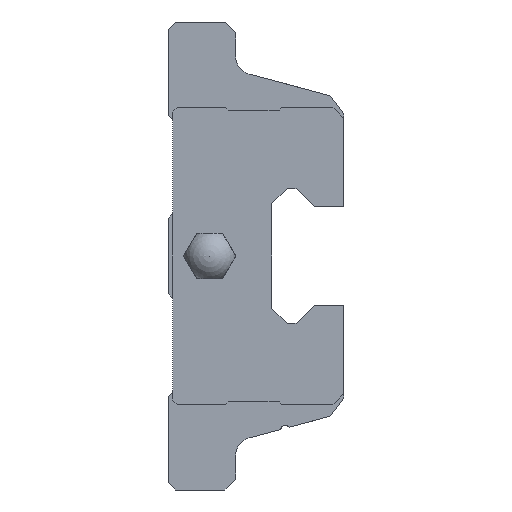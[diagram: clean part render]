
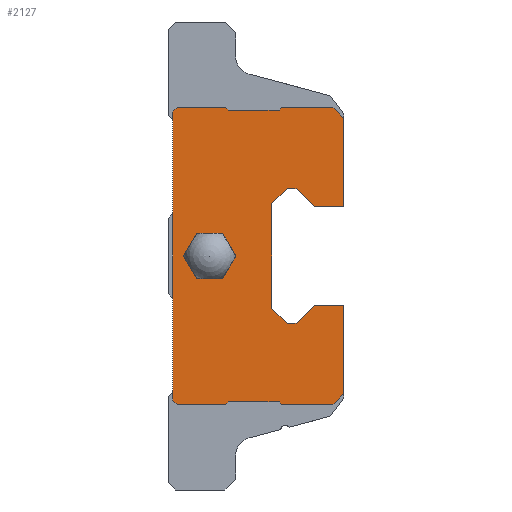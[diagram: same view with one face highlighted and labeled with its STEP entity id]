
A CAD part, left-side view. The second image highlights one B-rep face of the part: STEP entity #2127.
In plain terms, the highlighted planar face has unit normal (-1, 0, 0).
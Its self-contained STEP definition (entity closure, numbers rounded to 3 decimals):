
#526=ORIENTED_EDGE('',*,*,#907,.F.);
#527=ORIENTED_EDGE('',*,*,#862,.F.);
#528=ORIENTED_EDGE('',*,*,#932,.F.);
#529=ORIENTED_EDGE('',*,*,#930,.F.);
#530=ORIENTED_EDGE('',*,*,#928,.F.);
#531=ORIENTED_EDGE('',*,*,#926,.F.);
#532=ORIENTED_EDGE('',*,*,#924,.F.);
#533=ORIENTED_EDGE('',*,*,#922,.F.);
#534=ORIENTED_EDGE('',*,*,#920,.F.);
#535=ORIENTED_EDGE('',*,*,#840,.F.);
#536=ORIENTED_EDGE('',*,*,#837,.F.);
#537=ORIENTED_EDGE('',*,*,#834,.F.);
#538=ORIENTED_EDGE('',*,*,#831,.F.);
#539=ORIENTED_EDGE('',*,*,#828,.F.);
#540=ORIENTED_EDGE('',*,*,#825,.F.);
#541=ORIENTED_EDGE('',*,*,#822,.F.);
#542=ORIENTED_EDGE('',*,*,#819,.F.);
#543=ORIENTED_EDGE('',*,*,#816,.F.);
#544=ORIENTED_EDGE('',*,*,#813,.F.);
#545=ORIENTED_EDGE('',*,*,#809,.F.);
#546=ORIENTED_EDGE('',*,*,#919,.F.);
#547=ORIENTED_EDGE('',*,*,#917,.F.);
#548=ORIENTED_EDGE('',*,*,#915,.F.);
#549=ORIENTED_EDGE('',*,*,#913,.F.);
#550=ORIENTED_EDGE('',*,*,#911,.F.);
#551=ORIENTED_EDGE('',*,*,#909,.F.);
#552=ORIENTED_EDGE('',*,*,#933,.T.);
#553=ORIENTED_EDGE('',*,*,#934,.T.);
#554=ORIENTED_EDGE('',*,*,#935,.T.);
#555=ORIENTED_EDGE('',*,*,#936,.T.);
#556=ORIENTED_EDGE('',*,*,#937,.T.);
#557=ORIENTED_EDGE('',*,*,#938,.T.);
#809=EDGE_CURVE('',#1089,#1090,#1289,.T.);
#813=EDGE_CURVE('',#1090,#1093,#1293,.T.);
#816=EDGE_CURVE('',#1093,#1095,#1296,.T.);
#819=EDGE_CURVE('',#1095,#1097,#1299,.T.);
#822=EDGE_CURVE('',#1097,#1099,#1302,.T.);
#825=EDGE_CURVE('',#1099,#1101,#1305,.T.);
#828=EDGE_CURVE('',#1101,#1103,#1308,.T.);
#831=EDGE_CURVE('',#1103,#1105,#1311,.T.);
#834=EDGE_CURVE('',#1105,#1107,#1314,.T.);
#837=EDGE_CURVE('',#1107,#1109,#1317,.T.);
#840=EDGE_CURVE('',#1109,#1111,#1320,.T.);
#862=EDGE_CURVE('',#1117,#1118,#1341,.T.);
#907=EDGE_CURVE('',#1118,#1144,#1384,.T.);
#909=EDGE_CURVE('',#1144,#1145,#1386,.T.);
#911=EDGE_CURVE('',#1145,#1146,#1388,.T.);
#913=EDGE_CURVE('',#1146,#1147,#1390,.T.);
#915=EDGE_CURVE('',#1147,#1148,#1392,.T.);
#917=EDGE_CURVE('',#1148,#1149,#1394,.T.);
#919=EDGE_CURVE('',#1149,#1089,#1396,.T.);
#920=EDGE_CURVE('',#1111,#1150,#1397,.T.);
#922=EDGE_CURVE('',#1150,#1151,#1399,.T.);
#924=EDGE_CURVE('',#1151,#1152,#1401,.T.);
#926=EDGE_CURVE('',#1152,#1153,#1403,.T.);
#928=EDGE_CURVE('',#1153,#1154,#1405,.T.);
#930=EDGE_CURVE('',#1154,#1155,#1407,.T.);
#932=EDGE_CURVE('',#1155,#1117,#1409,.T.);
#933=EDGE_CURVE('',#1156,#1157,#1410,.T.);
#934=EDGE_CURVE('',#1157,#1158,#1411,.T.);
#935=EDGE_CURVE('',#1158,#1159,#1412,.T.);
#936=EDGE_CURVE('',#1159,#1160,#1413,.T.);
#937=EDGE_CURVE('',#1160,#1161,#1414,.T.);
#938=EDGE_CURVE('',#1161,#1156,#1415,.T.);
#1089=VERTEX_POINT('',#3150);
#1090=VERTEX_POINT('',#3152);
#1093=VERTEX_POINT('',#3160);
#1095=VERTEX_POINT('',#3166);
#1097=VERTEX_POINT('',#3172);
#1099=VERTEX_POINT('',#3178);
#1101=VERTEX_POINT('',#3184);
#1103=VERTEX_POINT('',#3190);
#1105=VERTEX_POINT('',#3196);
#1107=VERTEX_POINT('',#3202);
#1109=VERTEX_POINT('',#3208);
#1111=VERTEX_POINT('',#3214);
#1117=VERTEX_POINT('',#3254);
#1118=VERTEX_POINT('',#3256);
#1144=VERTEX_POINT('',#3346);
#1145=VERTEX_POINT('',#3350);
#1146=VERTEX_POINT('',#3354);
#1147=VERTEX_POINT('',#3358);
#1148=VERTEX_POINT('',#3362);
#1149=VERTEX_POINT('',#3366);
#1150=VERTEX_POINT('',#3372);
#1151=VERTEX_POINT('',#3376);
#1152=VERTEX_POINT('',#3380);
#1153=VERTEX_POINT('',#3384);
#1154=VERTEX_POINT('',#3388);
#1155=VERTEX_POINT('',#3392);
#1156=VERTEX_POINT('',#3398);
#1157=VERTEX_POINT('',#3399);
#1158=VERTEX_POINT('',#3401);
#1159=VERTEX_POINT('',#3403);
#1160=VERTEX_POINT('',#3405);
#1161=VERTEX_POINT('',#3407);
#1289=LINE('',#3151,#1551);
#1293=LINE('',#3159,#1555);
#1296=LINE('',#3165,#1558);
#1299=LINE('',#3171,#1561);
#1302=LINE('',#3177,#1564);
#1305=LINE('',#3183,#1567);
#1308=LINE('',#3189,#1570);
#1311=LINE('',#3195,#1573);
#1314=LINE('',#3201,#1576);
#1317=LINE('',#3207,#1579);
#1320=LINE('',#3213,#1582);
#1341=LINE('',#3255,#1603);
#1384=LINE('',#3345,#1646);
#1386=LINE('',#3349,#1648);
#1388=LINE('',#3353,#1650);
#1390=LINE('',#3357,#1652);
#1392=LINE('',#3361,#1654);
#1394=LINE('',#3365,#1656);
#1396=LINE('',#3369,#1658);
#1397=LINE('',#3371,#1659);
#1399=LINE('',#3375,#1661);
#1401=LINE('',#3379,#1663);
#1403=LINE('',#3383,#1665);
#1405=LINE('',#3387,#1667);
#1407=LINE('',#3391,#1669);
#1409=LINE('',#3395,#1671);
#1410=LINE('',#3397,#1672);
#1411=LINE('',#3400,#1673);
#1412=LINE('',#3402,#1674);
#1413=LINE('',#3404,#1675);
#1414=LINE('',#3406,#1676);
#1415=LINE('',#3408,#1677);
#1551=VECTOR('',#2509,1000.);
#1555=VECTOR('',#2515,1000.);
#1558=VECTOR('',#2520,1000.);
#1561=VECTOR('',#2525,1000.);
#1564=VECTOR('',#2530,1000.);
#1567=VECTOR('',#2535,1000.);
#1570=VECTOR('',#2540,1000.);
#1573=VECTOR('',#2545,1000.);
#1576=VECTOR('',#2550,1000.);
#1579=VECTOR('',#2555,1000.);
#1582=VECTOR('',#2560,1000.);
#1603=VECTOR('',#2609,1000.);
#1646=VECTOR('',#2694,1000.);
#1648=VECTOR('',#2698,1000.);
#1650=VECTOR('',#2702,1000.);
#1652=VECTOR('',#2706,1000.);
#1654=VECTOR('',#2710,1000.);
#1656=VECTOR('',#2714,1000.);
#1658=VECTOR('',#2718,1000.);
#1659=VECTOR('',#2721,1000.);
#1661=VECTOR('',#2725,1000.);
#1663=VECTOR('',#2729,1000.);
#1665=VECTOR('',#2733,1000.);
#1667=VECTOR('',#2737,1000.);
#1669=VECTOR('',#2741,1000.);
#1671=VECTOR('',#2745,1000.);
#1672=VECTOR('',#2748,1000.);
#1673=VECTOR('',#2749,1000.);
#1674=VECTOR('',#2750,1000.);
#1675=VECTOR('',#2751,1000.);
#1676=VECTOR('',#2752,1000.);
#1677=VECTOR('',#2753,1000.);
#1793=EDGE_LOOP('',(#526,#527,#528,#529,#530,#531,#532,#533,#534,#535,#536,
#537,#538,#539,#540,#541,#542,#543,#544,#545,#546,#547,#548,#549,#550,#551));
#1794=EDGE_LOOP('',(#552,#553,#554,#555,#556,#557));
#1915=FACE_BOUND('',#1793,.T.);
#1916=FACE_BOUND('',#1794,.T.);
#2025=PLANE('',#2272);
#2127=ADVANCED_FACE('',(#1915,#1916),#2025,.F.);
#2272=AXIS2_PLACEMENT_3D('',#3396,#2746,#2747);
#2509=DIRECTION('',(0.,0.,-1.));
#2515=DIRECTION('',(0.,1.,0.));
#2520=DIRECTION('',(0.,0.707,0.707));
#2525=DIRECTION('',(0.,1.,0.));
#2530=DIRECTION('',(0.,0.711,-0.703));
#2535=DIRECTION('',(0.,0.,-1.));
#2540=DIRECTION('',(0.,-0.711,-0.703));
#2545=DIRECTION('',(0.,-1.,0.));
#2550=DIRECTION('',(0.,-0.707,0.707));
#2555=DIRECTION('',(0.,-1.,0.));
#2560=DIRECTION('',(0.,0.,-1.));
#2609=DIRECTION('',(0.,0.,1.));
#2694=DIRECTION('',(0.,-0.707,0.707));
#2698=DIRECTION('',(0.,-1.,0.));
#2702=DIRECTION('',(0.,-0.707,-0.707));
#2706=DIRECTION('',(0.,-1.,0.));
#2710=DIRECTION('',(0.,-0.707,0.707));
#2714=DIRECTION('',(0.,-1.,0.));
#2718=DIRECTION('',(0.,-0.707,-0.707));
#2721=DIRECTION('',(0.,0.707,-0.707));
#2725=DIRECTION('',(0.,1.,0.));
#2729=DIRECTION('',(0.,0.707,0.707));
#2733=DIRECTION('',(0.,1.,0.));
#2737=DIRECTION('',(0.,0.707,-0.707));
#2741=DIRECTION('',(0.,1.,0.));
#2745=DIRECTION('',(0.,0.707,0.707));
#2746=DIRECTION('',(1.,0.,0.));
#2747=DIRECTION('',(0.,0.,-1.));
#2748=DIRECTION('',(0.,1.,0.));
#2749=DIRECTION('',(0.,0.5,0.866));
#2750=DIRECTION('',(0.,-0.5,0.866));
#2751=DIRECTION('',(0.,-1.,0.));
#2752=DIRECTION('',(0.,-0.5,-0.866));
#2753=DIRECTION('',(0.,0.5,-0.866));
#3150=CARTESIAN_POINT('',(-20.25,-19.5,15.3));
#3151=CARTESIAN_POINT('',(-20.25,-19.5,15.3));
#3152=CARTESIAN_POINT('',(-20.25,-19.5,5.5));
#3159=CARTESIAN_POINT('',(-20.25,-19.5,5.5));
#3160=CARTESIAN_POINT('',(-20.25,-16.2,5.5));
#3165=CARTESIAN_POINT('',(-20.25,-16.2,5.5));
#3166=CARTESIAN_POINT('',(-20.25,-14.2,7.5));
#3171=CARTESIAN_POINT('',(-20.25,-14.2,7.5));
#3172=CARTESIAN_POINT('',(-20.25,-13.22,7.5));
#3177=CARTESIAN_POINT('',(-20.25,-13.22,7.5));
#3178=CARTESIAN_POINT('',(-20.25,-11.5,5.8));
#3183=CARTESIAN_POINT('',(-20.25,-11.5,5.8));
#3184=CARTESIAN_POINT('',(-20.25,-11.5,-5.8));
#3189=CARTESIAN_POINT('',(-20.25,-11.5,-5.8));
#3190=CARTESIAN_POINT('',(-20.25,-13.22,-7.5));
#3195=CARTESIAN_POINT('',(-20.25,-13.22,-7.5));
#3196=CARTESIAN_POINT('',(-20.25,-14.2,-7.5));
#3201=CARTESIAN_POINT('',(-20.25,-14.2,-7.5));
#3202=CARTESIAN_POINT('',(-20.25,-16.2,-5.5));
#3207=CARTESIAN_POINT('',(-20.25,-16.2,-5.5));
#3208=CARTESIAN_POINT('',(-20.25,-19.5,-5.5));
#3213=CARTESIAN_POINT('',(-20.25,-19.5,-5.5));
#3214=CARTESIAN_POINT('',(-20.25,-19.5,-15.3));
#3254=CARTESIAN_POINT('',(-20.25,-0.5,-16.));
#3255=CARTESIAN_POINT('',(-20.25,-0.5,-16.));
#3256=CARTESIAN_POINT('',(-20.25,-0.5,16.));
#3345=CARTESIAN_POINT('',(-20.25,-0.5,16.));
#3346=CARTESIAN_POINT('',(-20.25,-1.,16.5));
#3349=CARTESIAN_POINT('',(-20.25,-1.,16.5));
#3350=CARTESIAN_POINT('',(-20.25,-6.375,16.5));
#3353=CARTESIAN_POINT('',(-20.25,-6.375,16.5));
#3354=CARTESIAN_POINT('',(-20.25,-6.675,16.2));
#3357=CARTESIAN_POINT('',(-20.25,-6.675,16.2));
#3358=CARTESIAN_POINT('',(-20.25,-12.325,16.2));
#3361=CARTESIAN_POINT('',(-20.25,-12.325,16.2));
#3362=CARTESIAN_POINT('',(-20.25,-12.625,16.5));
#3365=CARTESIAN_POINT('',(-20.25,-12.625,16.5));
#3366=CARTESIAN_POINT('',(-20.25,-18.3,16.5));
#3369=CARTESIAN_POINT('',(-20.25,-18.3,16.5));
#3371=CARTESIAN_POINT('',(-20.25,-19.5,-15.3));
#3372=CARTESIAN_POINT('',(-20.25,-18.3,-16.5));
#3375=CARTESIAN_POINT('',(-20.25,-18.3,-16.5));
#3376=CARTESIAN_POINT('',(-20.25,-12.625,-16.5));
#3379=CARTESIAN_POINT('',(-20.25,-12.625,-16.5));
#3380=CARTESIAN_POINT('',(-20.25,-12.325,-16.2));
#3383=CARTESIAN_POINT('',(-20.25,-12.325,-16.2));
#3384=CARTESIAN_POINT('',(-20.25,-6.675,-16.2));
#3387=CARTESIAN_POINT('',(-20.25,-6.675,-16.2));
#3388=CARTESIAN_POINT('',(-20.25,-6.375,-16.5));
#3391=CARTESIAN_POINT('',(-20.25,-6.375,-16.5));
#3392=CARTESIAN_POINT('',(-20.25,-1.,-16.5));
#3395=CARTESIAN_POINT('',(-20.25,-1.,-16.5));
#3396=CARTESIAN_POINT('',(-20.25,0.,0.));
#3397=CARTESIAN_POINT('',(-20.25,-6.043,-2.5));
#3398=CARTESIAN_POINT('',(-20.25,-6.043,-2.5));
#3399=CARTESIAN_POINT('',(-20.25,-3.157,-2.5));
#3400=CARTESIAN_POINT('',(-20.25,-3.157,-2.5));
#3401=CARTESIAN_POINT('',(-20.25,-1.713,0.));
#3402=CARTESIAN_POINT('',(-20.25,-1.713,0.));
#3403=CARTESIAN_POINT('',(-20.25,-3.157,2.5));
#3404=CARTESIAN_POINT('',(-20.25,-3.157,2.5));
#3405=CARTESIAN_POINT('',(-20.25,-6.043,2.5));
#3406=CARTESIAN_POINT('',(-20.25,-6.043,2.5));
#3407=CARTESIAN_POINT('',(-20.25,-7.487,0.));
#3408=CARTESIAN_POINT('',(-20.25,-7.487,0.));
